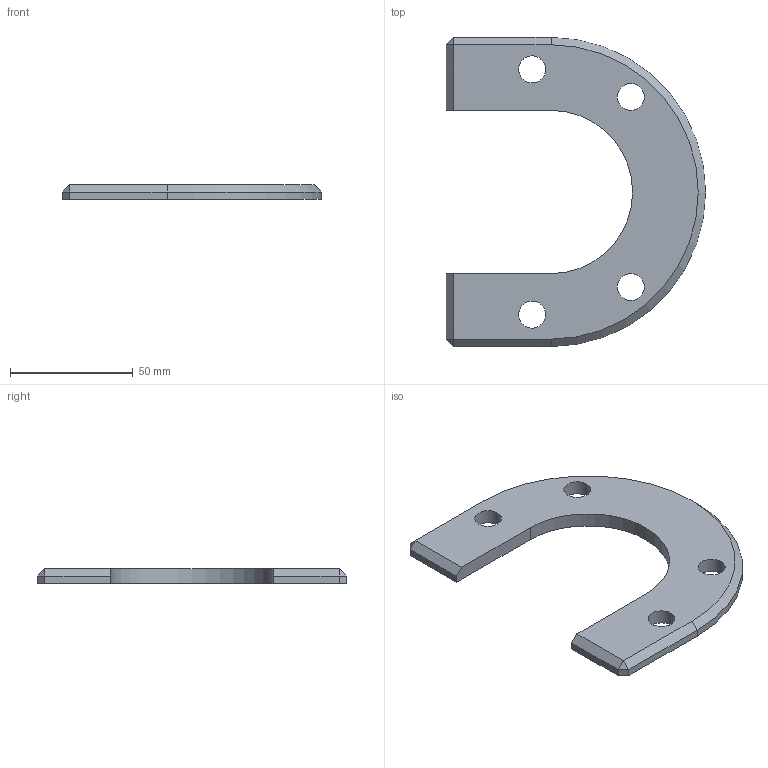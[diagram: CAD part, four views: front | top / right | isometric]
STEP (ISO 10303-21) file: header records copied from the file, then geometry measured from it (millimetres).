
FILE_DESCRIPTION( ( 'Unknown' ), '1' );
FILE_NAME( 'Pièce5.stp', 'Unknown', ( 'Unknown' ), ( 'Unknown' ), 'PSStep 10.0', 'Unknown', ' ' );
FILE_SCHEMA( ( 'automotive_design' ) );
Length unit declared in the file: millimetre
Products named in the file (1): 1
Bounding box: 105.65 x 126 x 6 mm (x, y, z)
Volume: 38386.4 mm3; surface area: 16681.1 mm2
Topology: 1 solids, 1 shells, 23 faces, 59 edges, 38 vertices
Faces by surface type: plane 16, cylinder 6, cone 1
Full cylindrical faces by diameter (mm): 11 x4
Entity records: 854 total; most frequent: DIRECTION 112, CARTESIAN_POINT 109, ORIENTED_EDGE 102, EDGE_CURVE 51, LINE 38, VECTOR 38, AXIS2_PLACEMENT_3D 37, EDGE_LOOP 35
